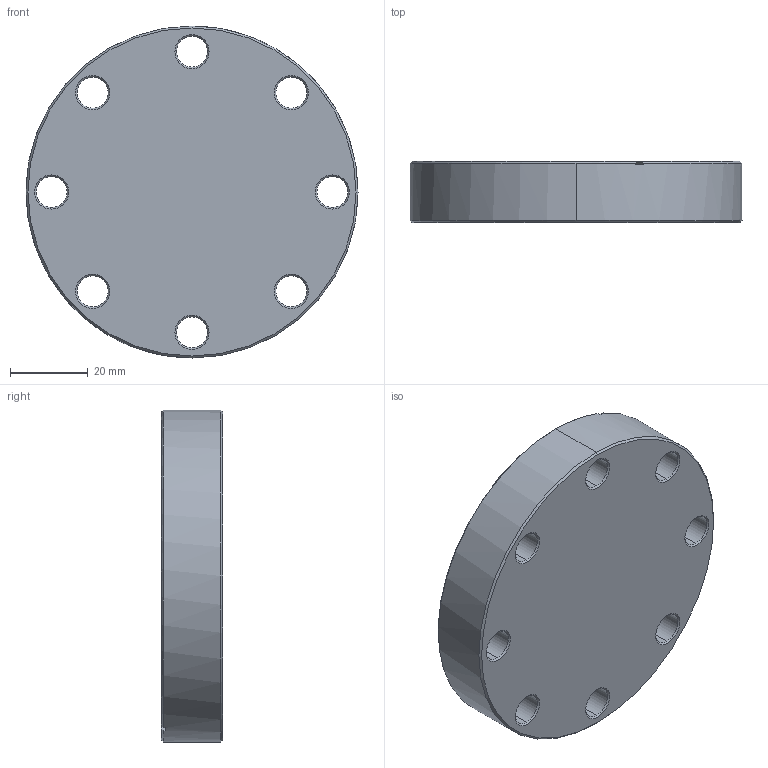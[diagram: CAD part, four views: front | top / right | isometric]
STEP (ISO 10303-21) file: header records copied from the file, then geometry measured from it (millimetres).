
FILE_DESCRIPTION (( 'STEP AP214' ), '1' );
FILE_NAME ('Hositrad_CF50-BT.STEP', '2017-04-26T09:44:43', ( 'Gebruiker' ), ( '' ), 'SwSTEP 2.0', 'SolidWorks 2017', '' );
FILE_SCHEMA (( 'AUTOMOTIVE_DESIGN' ));
Length unit declared in the file: millimetre
Products named in the file (1): Hositrad_CF50-BT
Bounding box: 85.6 x 15.8 x 85.6 mm (x, y, z)
Volume: 80853.1 mm3; surface area: 18367.8 mm2
Topology: 1 solids, 1 shells, 71 faces, 168 edges, 99 vertices
Faces by surface type: cone 41, cylinder 20, plane 10
Entity records: 2109 total; most frequent: DIRECTION 397, CARTESIAN_POINT 351, ORIENTED_EDGE 336, EDGE_CURVE 168, AXIS2_PLACEMENT_3D 161, VERTEX_POINT 99, CIRCLE 89, EDGE_LOOP 87
